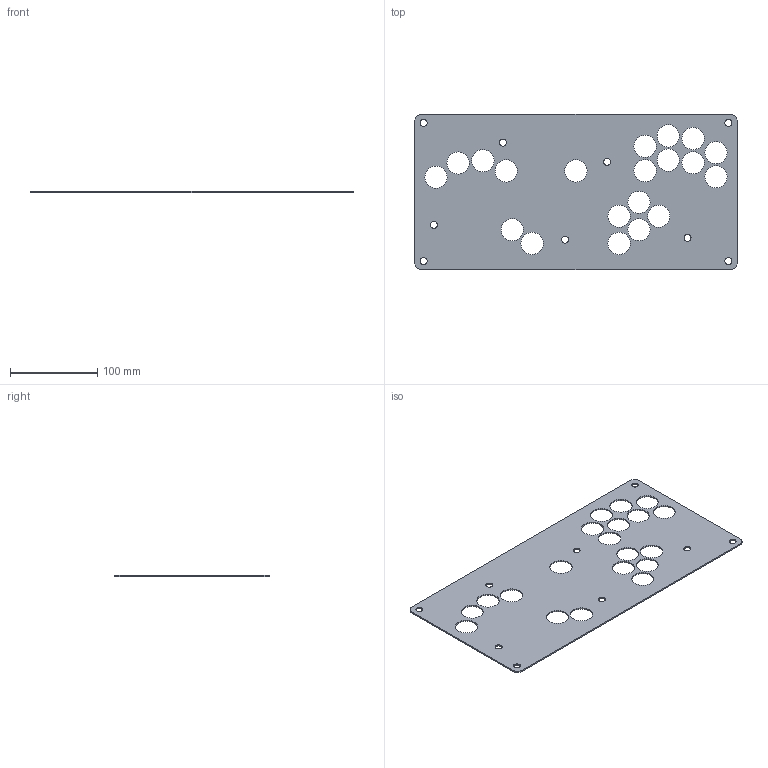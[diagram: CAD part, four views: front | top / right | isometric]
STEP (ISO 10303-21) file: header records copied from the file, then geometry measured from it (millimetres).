
FILE_DESCRIPTION (( 'STEP AP214' ), '1' );
FILE_NAME ('ofof1_top.STEP', '2022-07-05T22:55:57', ( '' ), ( '' ), 'SwSTEP 2.0', 'SolidWorks 2021', '' );
FILE_SCHEMA (( 'AUTOMOTIVE_DESIGN' ));
Length unit declared in the file: inch
Products named in the file (1): ofof1_top
Bounding box: 368.3 x 177.8 x 1.6 mm (x, y, z)
Volume: 87747.6 mm3; surface area: 114325.5 mm2
Topology: 1 solids, 1 shells, 68 faces, 198 edges, 132 vertices
Faces by surface type: cylinder 62, plane 6
Entity records: 2482 total; most frequent: DIRECTION 460, CARTESIAN_POINT 399, ORIENTED_EDGE 396, EDGE_CURVE 198, AXIS2_PLACEMENT_3D 193, VERTEX_POINT 132, EDGE_LOOP 126, CIRCLE 124
